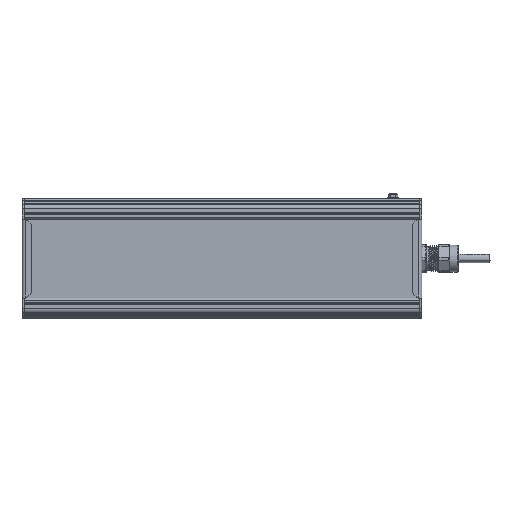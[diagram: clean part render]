
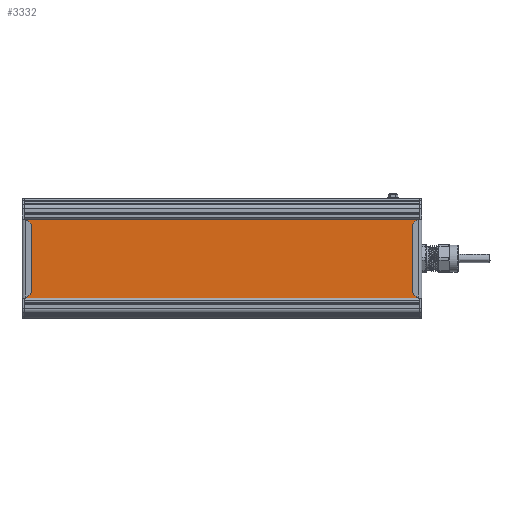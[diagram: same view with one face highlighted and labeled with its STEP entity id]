
A CAD part, front view. The second image highlights one B-rep face of the part: STEP entity #3332.
In plain terms, the highlighted face is planar.
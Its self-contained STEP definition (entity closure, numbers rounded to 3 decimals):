
#3332=ADVANCED_FACE('',(#12199),#12201,.T.);
#12199=FACE_BOUND('',#12200,.T.);
#12200=EDGE_LOOP('',(#36803,#36804,#36805,#36806));
#12201=PLANE('',#12202);
#12202=AXIS2_PLACEMENT_3D('',#12203,#12204,#12205);
#12203=CARTESIAN_POINT('',(120.465,593.492,117.308));
#12204=DIRECTION('',(0.,0.,-1.));
#12205=DIRECTION('',(0.,1.,0.));
#36803=ORIENTED_EDGE('',*,*,#41980,.T.);
#36804=ORIENTED_EDGE('',*,*,#41979,.T.);
#36805=ORIENTED_EDGE('',*,*,#41981,.F.);
#36806=ORIENTED_EDGE('',*,*,#41982,.F.);
#41979=EDGE_CURVE('',#45634,#45639,#45641,.T.);
#41980=EDGE_CURVE('',#45642,#45634,#45643,.T.);
#41981=EDGE_CURVE('',#45644,#45639,#45645,.T.);
#41982=EDGE_CURVE('',#45642,#45644,#45646,.T.);
#45634=VERTEX_POINT('',#56547);
#45639=VERTEX_POINT('',#56556);
#45641=LINE('',#56560,#56561);
#45642=VERTEX_POINT('',#56563);
#45643=LINE('',#56564,#56565);
#45644=VERTEX_POINT('',#56567);
#45645=LINE('',#56568,#56569);
#45646=LINE('',#56571,#56572);
#56547=CARTESIAN_POINT('',(120.465,679.838,117.308));
#56556=CARTESIAN_POINT('',(491.465,679.838,117.308));
#56560=CARTESIAN_POINT('',(120.465,679.838,117.308));
#56561=VECTOR('',#56562,1.);
#56562=DIRECTION('',(1.,0.,0.));
#56563=CARTESIAN_POINT('',(120.465,593.492,117.308));
#56564=CARTESIAN_POINT('',(120.465,593.492,117.308));
#56565=VECTOR('',#56566,1.);
#56566=DIRECTION('',(0.,1.,0.));
#56567=CARTESIAN_POINT('',(491.465,593.492,117.308));
#56568=CARTESIAN_POINT('',(491.465,593.492,117.308));
#56569=VECTOR('',#56570,1.);
#56570=DIRECTION('',(0.,1.,0.));
#56571=CARTESIAN_POINT('',(120.465,593.492,117.308));
#56572=VECTOR('',#56573,1.);
#56573=DIRECTION('',(1.,0.,0.));
